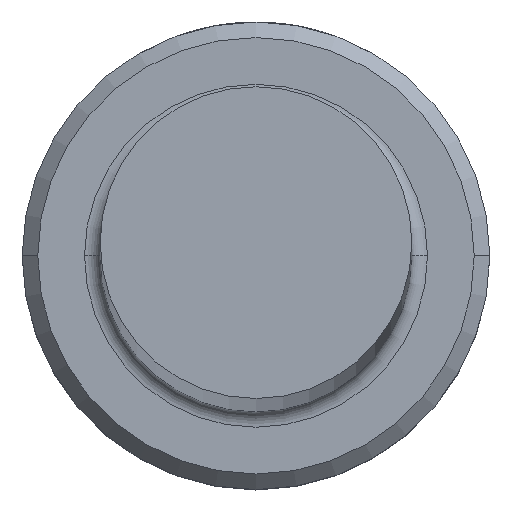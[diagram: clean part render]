
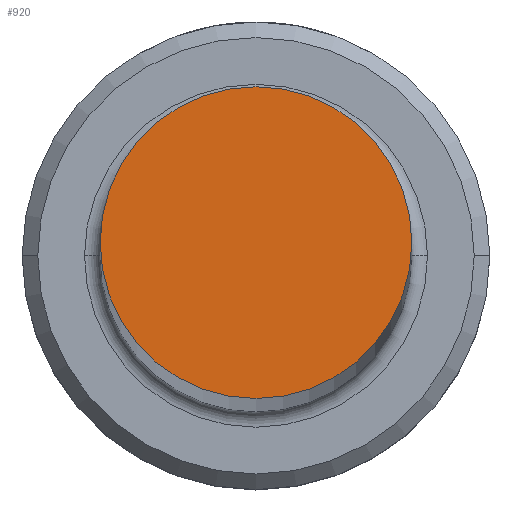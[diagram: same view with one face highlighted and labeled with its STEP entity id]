
A CAD part, top view. The second image highlights one B-rep face of the part: STEP entity #920.
In plain terms, the highlighted planar face has unit normal (0, 0, 1).
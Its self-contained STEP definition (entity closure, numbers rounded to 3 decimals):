
#133 = CARTESIAN_POINT ( 'NONE',  ( 0., 0., 250. ) ) ;
#144 = CIRCLE ( 'NONE', #927, 5. ) ;
#206 = VERTEX_POINT ( 'NONE', #978 ) ;
#214 = ORIENTED_EDGE ( 'NONE', *, *, #931, .T. ) ;
#232 = PLANE ( 'NONE',  #1057 ) ;
#236 = DIRECTION ( 'NONE',  ( 0., 0., 1. ) ) ;
#265 = VERTEX_POINT ( 'NONE', #986 ) ;
#325 = DIRECTION ( 'NONE',  ( 1., 0., 0. ) ) ;
#366 = EDGE_CURVE ( 'NONE', #265, #206, #144, .T. ) ;
#376 = FACE_OUTER_BOUND ( 'NONE', #498, .T. ) ;
#422 = DIRECTION ( 'NONE',  ( 0., 0., 1. ) ) ;
#459 = ORIENTED_EDGE ( 'NONE', *, *, #366, .T. ) ;
#498 = EDGE_LOOP ( 'NONE', ( #459, #214 ) ) ;
#554 = DIRECTION ( 'NONE',  ( 0., 0., 1. ) ) ;
#587 = CIRCLE ( 'NONE', #1120, 5. ) ;
#782 = CARTESIAN_POINT ( 'NONE',  ( 0., 0., 250. ) ) ;
#875 = DIRECTION ( 'NONE',  ( 1., 0., 0. ) ) ;
#920 = ADVANCED_FACE ( 'NONE', ( #376 ), #232, .T. ) ;
#927 = AXIS2_PLACEMENT_3D ( 'NONE', #1104, #554, #1188 ) ;
#931 = EDGE_CURVE ( 'NONE', #206, #265, #587, .T. ) ;
#978 = CARTESIAN_POINT ( 'NONE',  ( 5., 0., 250. ) ) ;
#986 = CARTESIAN_POINT ( 'NONE',  ( -5., 0., 250. ) ) ;
#1057 = AXIS2_PLACEMENT_3D ( 'NONE', #133, #422, #325 ) ;
#1104 = CARTESIAN_POINT ( 'NONE',  ( 0., 0., 250. ) ) ;
#1120 = AXIS2_PLACEMENT_3D ( 'NONE', #782, #236, #875 ) ;
#1188 = DIRECTION ( 'NONE',  ( 1., 0., 0. ) ) ;
